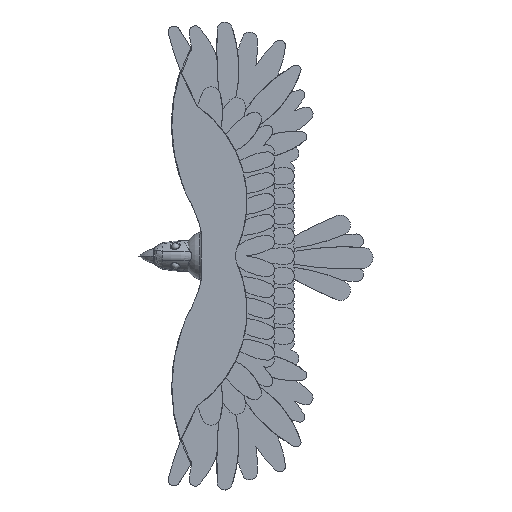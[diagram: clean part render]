
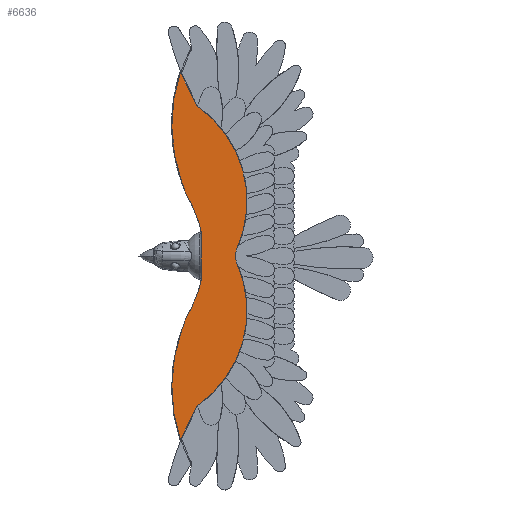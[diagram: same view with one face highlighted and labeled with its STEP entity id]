
A CAD part, top view. The second image highlights one B-rep face of the part: STEP entity #6636.
In plain terms, the highlighted planar face has unit normal (0, 0, 1).
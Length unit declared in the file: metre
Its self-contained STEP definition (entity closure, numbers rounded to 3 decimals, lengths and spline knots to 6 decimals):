
#168=LINE('',#12489,#464);
#464=VECTOR('',#8148,1.);
#951=B_SPLINE_CURVE_WITH_KNOTS('',3,(#10145,#10146,#10147,#10148),
 .UNSPECIFIED.,.F.,.F.,(4,4),(0.,0.006003),
 .UNSPECIFIED.);
#954=B_SPLINE_CURVE_WITH_KNOTS('',3,(#10175,#10176,#10177,#10178),
 .UNSPECIFIED.,.F.,.F.,(4,4),(0.,0.006003),.UNSPECIFIED.);
#2371=ORIENTED_EDGE('',*,*,#3951,.F.);
#2372=ORIENTED_EDGE('',*,*,#3965,.T.);
#2373=ORIENTED_EDGE('',*,*,#3239,.T.);
#2374=ORIENTED_EDGE('',*,*,#3966,.T.);
#2375=ORIENTED_EDGE('',*,*,#3234,.F.);
#2376=ORIENTED_EDGE('',*,*,#3967,.T.);
#2377=ORIENTED_EDGE('',*,*,#3413,.T.);
#2378=ORIENTED_EDGE('',*,*,#3968,.T.);
#2379=ORIENTED_EDGE('',*,*,#3969,.F.);
#2380=ORIENTED_EDGE('',*,*,#3970,.F.);
#2381=ORIENTED_EDGE('',*,*,#3243,.T.);
#2382=ORIENTED_EDGE('',*,*,#3971,.T.);
#2383=ORIENTED_EDGE('',*,*,#3748,.T.);
#2384=ORIENTED_EDGE('',*,*,#3745,.F.);
#2385=ORIENTED_EDGE('',*,*,#3743,.F.);
#2386=ORIENTED_EDGE('',*,*,#3742,.T.);
#3234=EDGE_CURVE('',#4292,#4293,#4977,.T.);
#3239=EDGE_CURVE('',#4295,#4297,#951,.F.);
#3243=EDGE_CURVE('',#4299,#4301,#954,.T.);
#3413=EDGE_CURVE('',#4425,#4428,#168,.T.);
#3742=EDGE_CURVE('',#4667,#4668,#5232,.T.);
#3743=EDGE_CURVE('',#4667,#4669,#5233,.T.);
#3745=EDGE_CURVE('',#4669,#4670,#5234,.T.);
#3748=EDGE_CURVE('',#4671,#4670,#5235,.F.);
#3951=EDGE_CURVE('',#4814,#4668,#5406,.F.);
#3965=EDGE_CURVE('',#4814,#4295,#5410,.F.);
#3966=EDGE_CURVE('',#4297,#4293,#5411,.T.);
#3967=EDGE_CURVE('',#4292,#4425,#5412,.T.);
#3968=EDGE_CURVE('',#4428,#4820,#5413,.T.);
#3969=EDGE_CURVE('',#4821,#4820,#5414,.T.);
#3970=EDGE_CURVE('',#4299,#4821,#5415,.T.);
#3971=EDGE_CURVE('',#4301,#4671,#5416,.F.);
#4292=VERTEX_POINT('',#10115);
#4293=VERTEX_POINT('',#10117);
#4295=VERTEX_POINT('',#10133);
#4297=VERTEX_POINT('',#10144);
#4299=VERTEX_POINT('',#10166);
#4301=VERTEX_POINT('',#10174);
#4425=VERTEX_POINT('',#12483);
#4428=VERTEX_POINT('',#12488);
#4667=VERTEX_POINT('',#13145);
#4668=VERTEX_POINT('',#13148);
#4669=VERTEX_POINT('',#13152);
#4670=VERTEX_POINT('',#13156);
#4671=VERTEX_POINT('',#13161);
#4814=VERTEX_POINT('',#13571);
#4820=VERTEX_POINT('',#13601);
#4821=VERTEX_POINT('',#13603);
#4977=CIRCLE('',#7041,0.06732);
#5232=CIRCLE('',#7418,0.069595);
#5233=CIRCLE('',#7420,0.012178);
#5234=CIRCLE('',#7422,0.069595);
#5235=CIRCLE('',#7424,0.172056);
#5406=CIRCLE('',#7654,0.172056);
#5410=CIRCLE('',#7664,0.102187);
#5411=CIRCLE('',#7665,0.102321);
#5412=CIRCLE('',#7666,0.01);
#5413=CIRCLE('',#7667,0.01);
#5414=CIRCLE('',#7668,0.06732);
#5415=CIRCLE('',#7669,0.102321);
#5416=CIRCLE('',#7670,0.102187);
#5797=EDGE_LOOP('',(#2371,#2372,#2373,#2374,#2375,#2376,#2377,#2378,#2379,
#2380,#2381,#2382,#2383,#2384,#2385,#2386));
#6181=FACE_BOUND('',#5797,.T.);
#6406=PLANE('',#7663);
#6636=ADVANCED_FACE('',(#6181),#6406,.F.);
#7041=AXIS2_PLACEMENT_3D('',#10116,#7966,#7967);
#7418=AXIS2_PLACEMENT_3D('',#13149,#8869,#8870);
#7420=AXIS2_PLACEMENT_3D('',#13151,#8873,#8874);
#7422=AXIS2_PLACEMENT_3D('',#13155,#8878,#8879);
#7424=AXIS2_PLACEMENT_3D('',#13160,#8884,#8885);
#7654=AXIS2_PLACEMENT_3D('',#13572,#9374,#9375);
#7663=AXIS2_PLACEMENT_3D('',#13596,#9402,#9403);
#7664=AXIS2_PLACEMENT_3D('',#13597,#9404,#9405);
#7665=AXIS2_PLACEMENT_3D('',#13598,#9406,#9407);
#7666=AXIS2_PLACEMENT_3D('',#13599,#9408,#9409);
#7667=AXIS2_PLACEMENT_3D('',#13600,#9410,#9411);
#7668=AXIS2_PLACEMENT_3D('',#13602,#9412,#9413);
#7669=AXIS2_PLACEMENT_3D('',#13604,#9414,#9415);
#7670=AXIS2_PLACEMENT_3D('',#13605,#9416,#9417);
#7966=DIRECTION('',(0.,0.,1.));
#7967=DIRECTION('',(1.,0.,0.));
#8148=DIRECTION('',(0.,-1.,0.));
#8869=DIRECTION('',(0.,0.,1.));
#8870=DIRECTION('',(-1.,0.,0.));
#8873=DIRECTION('',(0.,0.,1.));
#8874=DIRECTION('',(1.,0.,0.));
#8878=DIRECTION('',(0.,0.,-1.));
#8879=DIRECTION('',(-1.,0.,0.));
#8884=DIRECTION('',(0.,0.,1.));
#8885=DIRECTION('',(1.,0.,0.));
#9374=DIRECTION('',(0.,0.,-1.));
#9375=DIRECTION('',(1.,0.,0.));
#9402=DIRECTION('',(0.,0.,-1.));
#9403=DIRECTION('',(1.,0.,0.));
#9404=DIRECTION('',(0.,0.,-1.));
#9405=DIRECTION('',(-1.,0.,0.));
#9406=DIRECTION('',(0.,0.,1.));
#9407=DIRECTION('',(-1.,0.,0.));
#9408=DIRECTION('',(0.,0.,-1.));
#9409=DIRECTION('',(-1.,0.,0.));
#9410=DIRECTION('',(0.,0.,-1.));
#9411=DIRECTION('',(-1.,0.,0.));
#9412=DIRECTION('',(0.,0.,1.));
#9413=DIRECTION('',(1.,0.,0.));
#9414=DIRECTION('',(0.,0.,-1.));
#9415=DIRECTION('',(-1.,0.,0.));
#9416=DIRECTION('',(0.,0.,-1.));
#9417=DIRECTION('',(-1.,0.,0.));
#10115=CARTESIAN_POINT('',(-0.044825,0.016238,0.0154));
#10116=CARTESIAN_POINT('',(-0.110157,0.,0.0154));
#10117=CARTESIAN_POINT('',(-0.050541,0.031271,0.0154));
#10133=CARTESIAN_POINT('',(-0.056262,0.044711,0.0154));
#10144=CARTESIAN_POINT('',(-0.05422,0.039066,0.0154));
#10145=CARTESIAN_POINT('',(-0.05422,0.039066,0.0154));
#10146=CARTESIAN_POINT('',(-0.054997,0.040911,0.0154));
#10147=CARTESIAN_POINT('',(-0.055595,0.042824,0.0154));
#10148=CARTESIAN_POINT('',(-0.056262,0.044711,0.0154));
#10166=CARTESIAN_POINT('',(-0.05422,-0.039066,0.0154));
#10174=CARTESIAN_POINT('',(-0.056262,-0.044711,0.0154));
#10175=CARTESIAN_POINT('',(-0.05422,-0.039066,0.0154));
#10176=CARTESIAN_POINT('',(-0.054997,-0.040911,0.0154));
#10177=CARTESIAN_POINT('',(-0.055595,-0.042824,0.0154));
#10178=CARTESIAN_POINT('',(-0.056262,-0.044711,0.0154));
#12483=CARTESIAN_POINT('',(-0.044529,0.013826,0.0154));
#12488=CARTESIAN_POINT('',(-0.044529,-0.013826,0.0154));
#12489=CARTESIAN_POINT('',(-0.044529,0.,0.0154));
#13145=CARTESIAN_POINT('',(-0.022815,0.004896,0.0154));
#13148=CARTESIAN_POINT('',(-0.04671,0.089948,0.0154));
#13149=CARTESIAN_POINT('',(-0.086538,0.032876,0.0154));
#13151=CARTESIAN_POINT('',(-0.011665,0.,0.0154));
#13152=CARTESIAN_POINT('',(-0.022815,-0.004896,0.0154));
#13155=CARTESIAN_POINT('',(-0.086538,-0.032876,0.0154));
#13156=CARTESIAN_POINT('',(-0.04671,-0.089948,0.0154));
#13160=CARTESIAN_POINT('',(0.102818,-0.175061,0.0154));
#13161=CARTESIAN_POINT('',(-0.056891,-0.11106,0.0154));
#13571=CARTESIAN_POINT('',(-0.056891,0.11106,0.0154));
#13572=CARTESIAN_POINT('',(0.102818,0.175061,0.0154));
#13596=CARTESIAN_POINT('',(-0.020806,-0.067795,0.0154));
#13597=CARTESIAN_POINT('',(0.040071,0.078801,0.0154));
#13598=CARTESIAN_POINT('',(0.040071,0.078801,0.0154));
#13599=CARTESIAN_POINT('',(-0.054529,0.013826,0.0154));
#13600=CARTESIAN_POINT('',(-0.054529,-0.013826,0.0154));
#13601=CARTESIAN_POINT('',(-0.044825,-0.016238,0.0154));
#13602=CARTESIAN_POINT('',(-0.110157,0.,0.0154));
#13603=CARTESIAN_POINT('',(-0.050541,-0.031271,0.0154));
#13604=CARTESIAN_POINT('',(0.040071,-0.078801,0.0154));
#13605=CARTESIAN_POINT('',(0.040071,-0.078801,0.0154));
